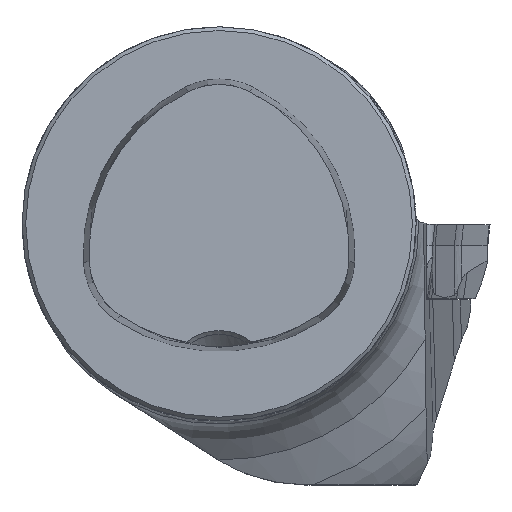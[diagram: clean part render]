
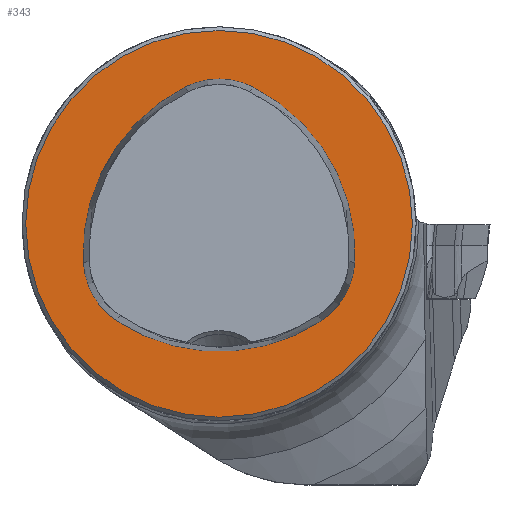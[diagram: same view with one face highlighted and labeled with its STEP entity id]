
A CAD part, top view. The second image highlights one B-rep face of the part: STEP entity #343.
In plain terms, the highlighted planar face has unit normal (0, 0, 1).
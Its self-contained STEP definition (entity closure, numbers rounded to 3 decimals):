
#87=FACE_BOUND('',#679,.T.);
#88=FACE_BOUND('',#680,.T.);
#231=PLANE('',#2974);
#343=ADVANCED_FACE('CU_FL_N1_SU_1',(#87,#88),#231,.T.);
#679=EDGE_LOOP('',(#1484,#1485,#1486,#1487,#1488,#1489));
#680=EDGE_LOOP('',(#1490));
#779=CIRCLE('',#2965,15.063);
#781=CIRCLE('',#2968,15.063);
#782=CIRCLE('',#2969,6.063);
#783=CIRCLE('',#2970,6.063);
#784=CIRCLE('',#2971,15.063);
#785=CIRCLE('',#2972,6.063);
#786=CIRCLE('',#2973,15.7);
#1484=ORIENTED_EDGE('',*,*,#2350,.F.);
#1485=ORIENTED_EDGE('',*,*,#2351,.F.);
#1486=ORIENTED_EDGE('',*,*,#2343,.F.);
#1487=ORIENTED_EDGE('',*,*,#2352,.F.);
#1488=ORIENTED_EDGE('',*,*,#2353,.F.);
#1489=ORIENTED_EDGE('',*,*,#2354,.F.);
#1490=ORIENTED_EDGE('',*,*,#2355,.T.);
#1994=VERTEX_POINT('',#5630);
#1995=VERTEX_POINT('',#5632);
#2001=VERTEX_POINT('',#5670);
#2002=VERTEX_POINT('',#5671);
#2003=VERTEX_POINT('',#5674);
#2004=VERTEX_POINT('',#5676);
#2005=VERTEX_POINT('',#5679);
#2343=EDGE_CURVE('',#1994,#1995,#779,.T.);
#2350=EDGE_CURVE('',#2001,#2002,#781,.T.);
#2351=EDGE_CURVE('',#1995,#2001,#782,.T.);
#2352=EDGE_CURVE('',#2003,#1994,#783,.T.);
#2353=EDGE_CURVE('',#2004,#2003,#784,.T.);
#2354=EDGE_CURVE('',#2002,#2004,#785,.T.);
#2355=EDGE_CURVE('',#2005,#2005,#786,.T.);
#2965=AXIS2_PLACEMENT_3D('',#5631,#3439,#3440);
#2968=AXIS2_PLACEMENT_3D('',#5669,#3446,#3447);
#2969=AXIS2_PLACEMENT_3D('',#5672,#3448,#3449);
#2970=AXIS2_PLACEMENT_3D('',#5673,#3450,#3451);
#2971=AXIS2_PLACEMENT_3D('',#5675,#3452,#3453);
#2972=AXIS2_PLACEMENT_3D('',#5677,#3454,#3455);
#2973=AXIS2_PLACEMENT_3D('',#5678,#3456,#3457);
#2974=AXIS2_PLACEMENT_3D('',#5680,#3458,#3459);
#3439=DIRECTION('',(0.,0.,1.));
#3440=DIRECTION('',(-1.,0.,0.));
#3446=DIRECTION('',(0.,0.,1.));
#3447=DIRECTION('',(-1.,0.,0.));
#3448=DIRECTION('',(0.,0.,1.));
#3449=DIRECTION('',(-1.,0.,0.));
#3450=DIRECTION('',(0.,0.,1.));
#3451=DIRECTION('',(-1.,0.,0.));
#3452=DIRECTION('',(0.,0.,1.));
#3453=DIRECTION('',(-1.,0.,0.));
#3454=DIRECTION('',(0.,0.,1.));
#3455=DIRECTION('',(-1.,0.,0.));
#3456=DIRECTION('',(0.,0.,1.));
#3457=DIRECTION('',(-1.,0.,0.));
#3458=DIRECTION('',(0.,0.,1.));
#3459=DIRECTION('',(-1.,0.,0.));
#5630=CARTESIAN_POINT('',(-8.299,-7.87,0.));
#5631=CARTESIAN_POINT('',(0.,4.7,0.));
#5632=CARTESIAN_POINT('',(8.299,-7.87,0.));
#5669=CARTESIAN_POINT('',(-4.029,-2.348,0.));
#5670=CARTESIAN_POINT('',(11.014,-3.122,0.));
#5671=CARTESIAN_POINT('',(2.714,11.121,0.));
#5672=CARTESIAN_POINT('',(4.959,-2.811,0.));
#5673=CARTESIAN_POINT('',(-4.959,-2.811,0.));
#5674=CARTESIAN_POINT('',(-11.014,-3.122,0.));
#5675=CARTESIAN_POINT('',(4.029,-2.348,0.));
#5676=CARTESIAN_POINT('',(-2.714,11.121,0.));
#5677=CARTESIAN_POINT('',(0.,5.7,0.));
#5678=CARTESIAN_POINT('',(0.,0.,0.));
#5679=CARTESIAN_POINT('',(-15.7,0.,0.));
#5680=CARTESIAN_POINT('',(0.,0.,0.));
